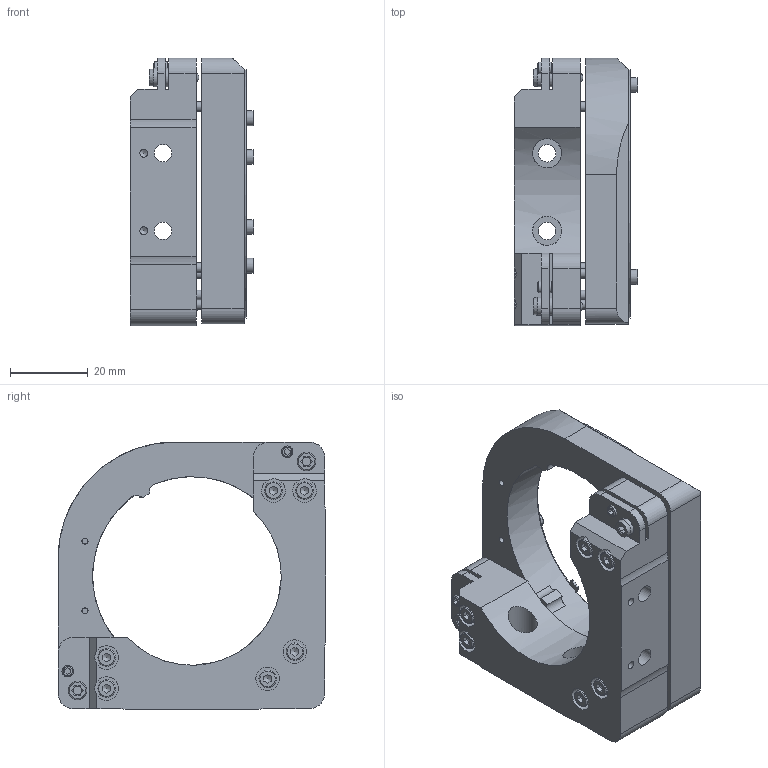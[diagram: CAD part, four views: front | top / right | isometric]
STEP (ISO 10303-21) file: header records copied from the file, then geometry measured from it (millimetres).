
FILE_DESCRIPTION(/* description */ (''),/* implementation_level */ '2;1');
FILE_NAME(/* name */ 'SD-508-06-VC-RS-M.stp',/* time_stamp */ '2021-02-02T15:35:14+02:00',/* author */ ('vytau'),/* organization */ (''),/* preprocessor_version */ 'ST-DEVELOPER v18',/* originating_system */ 'Autodesk Inventor 2020',/* authorisation */ '');
FILE_SCHEMA (('CONFIG_CONTROL_DESIGN'));
Length unit declared in the file: millimetre
Products named in the file (10): SupaDupa-508; Part8-50,8; Part9-50,8; 0544-E0W; Spyruokle veidrodziui-508-3x120; ISO 4762 - M2 x 4(1); ISO 4762 - M2.5 x 20(1); ISO 4026 - M3 x 4(1); RIT; IPJ
Assembly tree (19 placements, depth 2):
  SupaDupa-508
    Part8-50,8
    Part9-50,8
    0544-E0W  x2
    Spyruokle veidrodziui-508-3x120
    ISO 4762 - M2 x 4(1)  x4
    ISO 4762 - M2.5 x 20(1)  x6
    ISO 4026 - M3 x 4(1)  x2
    RIT
    IPJ
Bounding box: 31.9 x 69 x 69 mm (x, y, z)
Volume: 52753.1 mm3; surface area: 26673.1 mm2
Topology: 21 solids, 21 shells, 414 faces, 1153 edges, 799 vertices
Faces by surface type: plane 207, cylinder 142, cone 40, torus 23, sphere 2
Full cylindrical faces by diameter (mm): 1.567 x4, 2 x8, 2.013 x6, 2.4 x4, 2.459 x2, 2.5 x6, 3 x4, 3.188 x2, 3.5 x6, 3.8 x5, 4 x1, 4.5 x10, 4.75 x4, 4.763 x2, 5 x4, 5.1 x2, 6.1 x6, 7.5 x4, 51.2 x1
Entity records: 9604 total; most frequent: CARTESIAN_POINT 1873, DIRECTION 1644, ORIENTED_EDGE 1462, EDGE_CURVE 731, AXIS2_PLACEMENT_3D 654, VERTEX_POINT 515, EDGE_LOOP 354, CIRCLE 351
